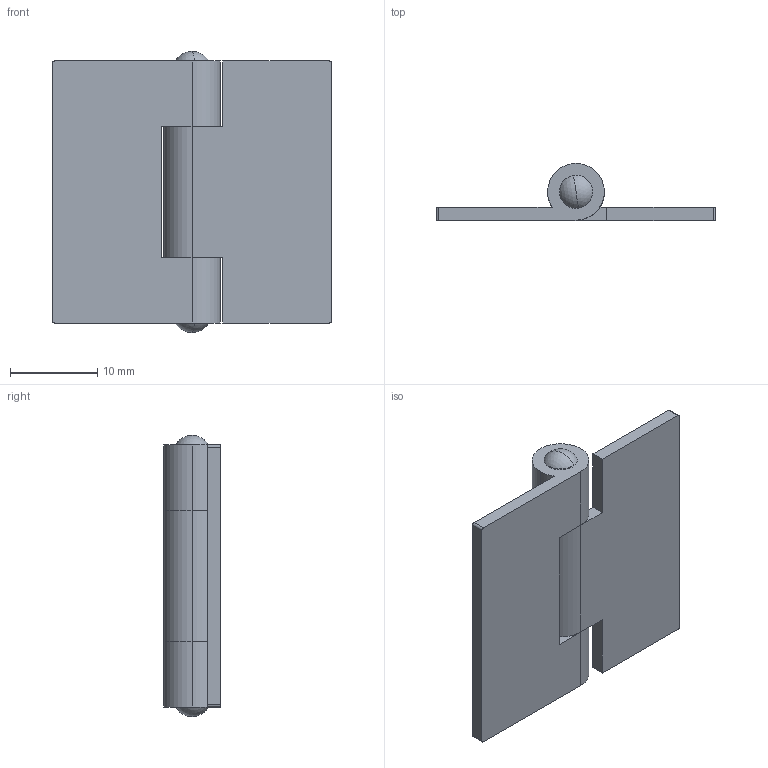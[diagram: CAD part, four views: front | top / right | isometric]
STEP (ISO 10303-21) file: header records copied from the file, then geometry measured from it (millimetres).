
FILE_DESCRIPTION (( 'STEP AP203' ), '1' );
FILE_NAME ('B-1027-1.STEP', '2008-11-26T04:15:43', ( ' ' ), ( ' ' ), 'SwSTEP 2.0', 'SolidWorks 2007', '' );
FILE_SCHEMA (( 'CONFIG_CONTROL_DESIGN' ));
Length unit declared in the file: millimetre
Products named in the file (4): B-1027-1僸儞僕A__棉太倌; B-1027-1僸儞僕B__棉太倌; B-1027-1僔儍僼僩__棉太倌; B-1027-1
Assembly tree (3 placements, depth 2):
  B-1027-1
    B-1027-1僸儞僕B__棉太倌
    B-1027-1僔儍僼僩__棉太倌
    B-1027-1僸儞僕A__棉太倌
Bounding box: 32 x 6.5 x 32.2 mm (x, y, z)
Volume: 2128.3 mm3; surface area: 3158.9 mm2
Topology: 3 solids, 3 shells, 44 faces, 110 edges, 74 vertices
Faces by surface type: cylinder 21, plane 19, sphere 4
Entity records: 1766 total; most frequent: DIRECTION 260, CARTESIAN_POINT 234, ORIENTED_EDGE 220, EDGE_CURVE 110, AXIS2_PLACEMENT_3D 100, VERTEX_POINT 74, VECTOR 60, LINE 60
